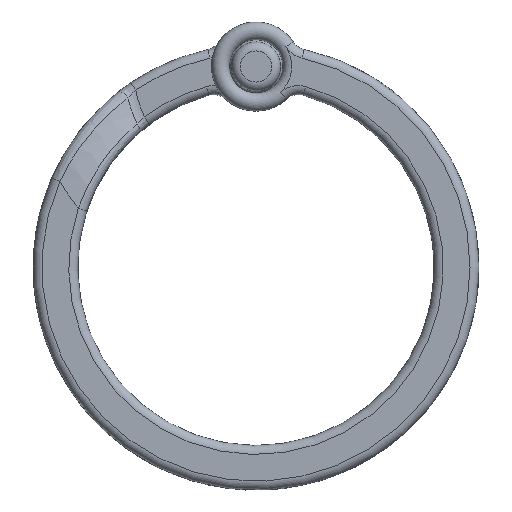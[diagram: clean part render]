
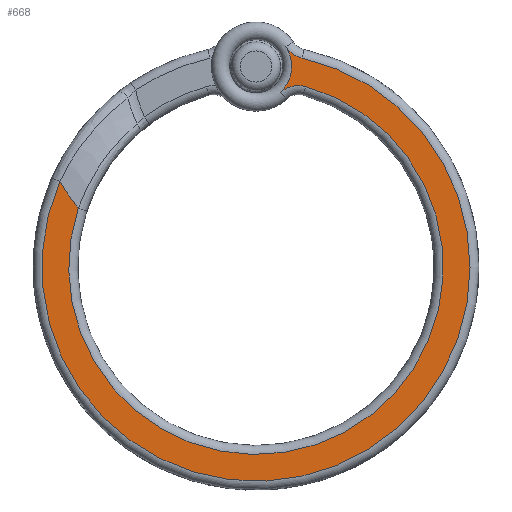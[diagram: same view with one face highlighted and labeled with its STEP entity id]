
A CAD part, top view. The second image highlights one B-rep face of the part: STEP entity #668.
In plain terms, the highlighted planar face has unit normal (0, 0, 1).
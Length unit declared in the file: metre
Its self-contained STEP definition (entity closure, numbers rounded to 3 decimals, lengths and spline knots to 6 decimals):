
#82=PLANE('',#765);
#134=ORIENTED_EDGE('',*,*,#342,.T.);
#135=ORIENTED_EDGE('',*,*,#343,.T.);
#136=ORIENTED_EDGE('',*,*,#344,.T.);
#137=ORIENTED_EDGE('',*,*,#345,.T.);
#138=ORIENTED_EDGE('',*,*,#346,.T.);
#139=ORIENTED_EDGE('',*,*,#347,.T.);
#342=EDGE_CURVE('',#446,#447,#492,.F.);
#343=EDGE_CURVE('',#447,#448,#493,.T.);
#344=EDGE_CURVE('',#448,#449,#494,.F.);
#345=EDGE_CURVE('',#449,#450,#495,.F.);
#346=EDGE_CURVE('',#450,#451,#496,.F.);
#347=EDGE_CURVE('',#451,#446,#497,.F.);
#446=VERTEX_POINT('',#1234);
#447=VERTEX_POINT('',#1235);
#448=VERTEX_POINT('',#1237);
#449=VERTEX_POINT('',#1239);
#450=VERTEX_POINT('',#1241);
#451=VERTEX_POINT('',#1243);
#492=CIRCLE('',#766,0.012741);
#493=CIRCLE('',#767,0.012);
#494=CIRCLE('',#768,0.0015);
#495=CIRCLE('',#769,0.002);
#496=CIRCLE('',#770,0.0015);
#497=CIRCLE('',#771,0.0105);
#549=EDGE_LOOP('',(#134,#135,#136,#137,#138,#139));
#605=FACE_BOUND('',#549,.T.);
#668=ADVANCED_FACE('',(#605),#82,.T.);
#765=AXIS2_PLACEMENT_3D('',#1232,#940,#941);
#766=AXIS2_PLACEMENT_3D('',#1233,#942,#943);
#767=AXIS2_PLACEMENT_3D('',#1236,#944,#945);
#768=AXIS2_PLACEMENT_3D('',#1238,#946,#947);
#769=AXIS2_PLACEMENT_3D('',#1240,#948,#949);
#770=AXIS2_PLACEMENT_3D('',#1242,#950,#951);
#771=AXIS2_PLACEMENT_3D('',#1244,#952,#953);
#940=DIRECTION('',(0.,0.,1.));
#941=DIRECTION('',(1.,0.,0.));
#942=DIRECTION('',(0.,0.,1.));
#943=DIRECTION('',(1.,0.,0.));
#944=DIRECTION('',(0.,0.,1.));
#945=DIRECTION('',(1.,0.,0.));
#946=DIRECTION('',(0.,0.,1.));
#947=DIRECTION('',(1.,0.,0.));
#948=DIRECTION('',(0.,0.,1.));
#949=DIRECTION('',(1.,0.,0.));
#950=DIRECTION('',(0.,0.,1.));
#951=DIRECTION('',(1.,0.,0.));
#952=DIRECTION('',(0.,0.,1.));
#953=DIRECTION('',(1.,0.,0.));
#1232=CARTESIAN_POINT('',(0.,0.000625,0.003));
#1233=CARTESIAN_POINT('',(0.,0.01125,0.003));
#1234=CARTESIAN_POINT('',(-0.009965,0.00331,0.003));
#1235=CARTESIAN_POINT('',(-0.010994,0.00481,0.003));
#1236=CARTESIAN_POINT('',(0.,0.,0.003));
#1237=CARTESIAN_POINT('',(0.002595,0.011716,0.003));
#1238=CARTESIAN_POINT('',(0.002919,0.013181,0.003));
#1239=CARTESIAN_POINT('',(0.001668,0.012353,0.003));
#1240=CARTESIAN_POINT('',(0.,0.01125,0.003));
#1241=CARTESIAN_POINT('',(0.001358,0.009782,0.003));
#1242=CARTESIAN_POINT('',(0.002377,0.008681,0.003));
#1243=CARTESIAN_POINT('',(0.002773,0.010127,0.003));
#1244=CARTESIAN_POINT('',(0.,0.,0.003));
